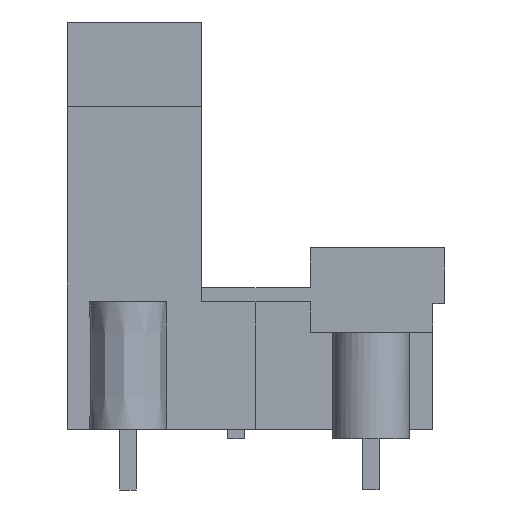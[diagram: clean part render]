
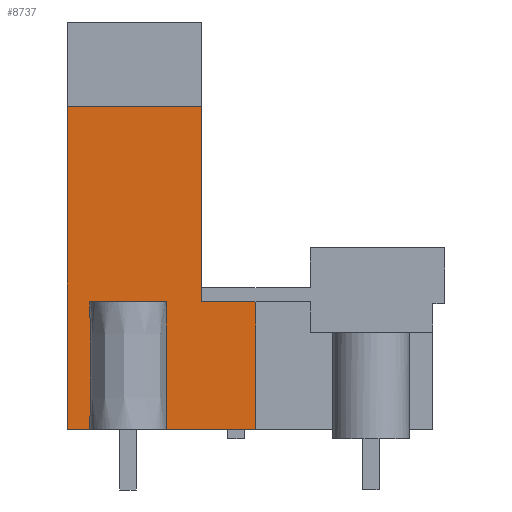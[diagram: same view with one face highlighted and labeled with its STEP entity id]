
A CAD part, left-side view. The second image highlights one B-rep face of the part: STEP entity #8737.
In plain terms, the highlighted planar face has unit normal (-1, 0, 0).
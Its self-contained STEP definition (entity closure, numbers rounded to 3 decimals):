
#8686=AXIS2_PLACEMENT_3D('Plane Axis2P3D',#8683,#8684,#8685) ;
#3095=CARTESIAN_POINT('Line Origine',(3.84,22.779,3.8)) ;
#3099=CARTESIAN_POINT('Vertex',(3.84,23.67,3.8)) ;
#3101=CARTESIAN_POINT('Vertex',(3.84,21.887,3.8)) ;
#3297=CARTESIAN_POINT('Vertex',(3.84,11.84,3.8)) ;
#3300=CARTESIAN_POINT('Line Origine',(3.84,14.846,3.8)) ;
#3304=CARTESIAN_POINT('Vertex',(3.84,17.853,3.8)) ;
#8198=CARTESIAN_POINT('Vertex',(3.84,15.24,12.7)) ;
#8228=CARTESIAN_POINT('Line Origine',(3.84,15.24,12.25)) ;
#8232=CARTESIAN_POINT('Vertex',(3.84,15.24,11.8)) ;
#8256=CARTESIAN_POINT('Vertex',(3.84,11.84,11.8)) ;
#8273=CARTESIAN_POINT('Line Origine',(3.84,13.54,11.8)) ;
#8521=CARTESIAN_POINT('Line Origine',(3.84,23.67,13.93)) ;
#8525=CARTESIAN_POINT('Vertex',(3.84,23.67,24.06)) ;
#8683=CARTESIAN_POINT('Axis2P3D Location',(3.84,23.67,3.2)) ;
#8688=CARTESIAN_POINT('Line Origine',(3.84,15.24,18.38)) ;
#8692=CARTESIAN_POINT('Vertex',(3.84,15.24,24.06)) ;
#8695=CARTESIAN_POINT('Line Origine',(3.84,19.455,24.06)) ;
#8700=CARTESIAN_POINT('Line Origine',(3.84,21.887,7.8)) ;
#8704=CARTESIAN_POINT('Vertex',(3.84,21.887,11.8)) ;
#8707=CARTESIAN_POINT('Line Origine',(3.84,19.87,11.8)) ;
#8711=CARTESIAN_POINT('Vertex',(3.84,17.853,11.8)) ;
#8714=CARTESIAN_POINT('Line Origine',(3.84,17.853,7.8)) ;
#8719=CARTESIAN_POINT('Line Origine',(3.84,11.84,7.8)) ;
#3096=DIRECTION('Vector Direction',(0.,-1.,0.)) ;
#3301=DIRECTION('Vector Direction',(0.,-1.,0.)) ;
#8229=DIRECTION('Vector Direction',(0.,0.,-1.)) ;
#8274=DIRECTION('Vector Direction',(0.,1.,0.)) ;
#8522=DIRECTION('Vector Direction',(0.,0.,1.)) ;
#8684=DIRECTION('Axis2P3D Direction',(-1.,0.,0.)) ;
#8685=DIRECTION('Axis2P3D XDirection',(0.,-1.,0.)) ;
#8689=DIRECTION('Vector Direction',(0.,0.,-1.)) ;
#8696=DIRECTION('Vector Direction',(0.,-1.,0.)) ;
#8701=DIRECTION('Vector Direction',(0.,0.,1.)) ;
#8708=DIRECTION('Vector Direction',(0.,1.,0.)) ;
#8715=DIRECTION('Vector Direction',(0.,0.,1.)) ;
#8720=DIRECTION('Vector Direction',(0.,0.,1.)) ;
#3097=VECTOR('Line Direction',#3096,1.) ;
#3302=VECTOR('Line Direction',#3301,1.) ;
#8230=VECTOR('Line Direction',#8229,1.) ;
#8275=VECTOR('Line Direction',#8274,1.) ;
#8523=VECTOR('Line Direction',#8522,1.) ;
#8690=VECTOR('Line Direction',#8689,1.) ;
#8697=VECTOR('Line Direction',#8696,1.) ;
#8702=VECTOR('Line Direction',#8701,1.) ;
#8709=VECTOR('Line Direction',#8708,1.) ;
#8716=VECTOR('Line Direction',#8715,1.) ;
#8721=VECTOR('Line Direction',#8720,1.) ;
#8725=ORIENTED_EDGE('',*,*,#8694,.F.) ;
#8726=ORIENTED_EDGE('',*,*,#8699,.T.) ;
#8727=ORIENTED_EDGE('',*,*,#8527,.T.) ;
#8728=ORIENTED_EDGE('',*,*,#3103,.T.) ;
#8729=ORIENTED_EDGE('',*,*,#8706,.T.) ;
#8730=ORIENTED_EDGE('',*,*,#8713,.F.) ;
#8731=ORIENTED_EDGE('',*,*,#8718,.F.) ;
#8732=ORIENTED_EDGE('',*,*,#3306,.T.) ;
#8733=ORIENTED_EDGE('',*,*,#8723,.T.) ;
#8734=ORIENTED_EDGE('',*,*,#8277,.T.) ;
#8735=ORIENTED_EDGE('',*,*,#8234,.F.) ;
#8737=ADVANCED_FACE('HOUSING',(#8736),#8687,.T.) ;
#3103=EDGE_CURVE('',#3100,#3102,#3098,.T.) ;
#3306=EDGE_CURVE('',#3305,#3298,#3303,.T.) ;
#8234=EDGE_CURVE('',#8199,#8233,#8231,.T.) ;
#8277=EDGE_CURVE('',#8257,#8233,#8276,.T.) ;
#8527=EDGE_CURVE('',#8526,#3100,#8524,.F.) ;
#8694=EDGE_CURVE('',#8693,#8199,#8691,.T.) ;
#8699=EDGE_CURVE('',#8693,#8526,#8698,.F.) ;
#8706=EDGE_CURVE('',#3102,#8705,#8703,.T.) ;
#8713=EDGE_CURVE('',#8712,#8705,#8710,.T.) ;
#8718=EDGE_CURVE('',#3305,#8712,#8717,.T.) ;
#8723=EDGE_CURVE('',#3298,#8257,#8722,.T.) ;
#8724=EDGE_LOOP('',(#8725,#8726,#8727,#8728,#8729,#8730,#8731,#8732,#8733,#8734,#8735)) ;
#8736=FACE_OUTER_BOUND('',#8724,.T.) ;
#3098=LINE('Line',#3095,#3097) ;
#3303=LINE('Line',#3300,#3302) ;
#8231=LINE('Line',#8228,#8230) ;
#8276=LINE('Line',#8273,#8275) ;
#8524=LINE('Line',#8521,#8523) ;
#8691=LINE('Line',#8688,#8690) ;
#8698=LINE('Line',#8695,#8697) ;
#8703=LINE('Line',#8700,#8702) ;
#8710=LINE('Line',#8707,#8709) ;
#8717=LINE('Line',#8714,#8716) ;
#8722=LINE('Line',#8719,#8721) ;
#8687=PLANE('',#8686) ;
#3100=VERTEX_POINT('',#3099) ;
#3102=VERTEX_POINT('',#3101) ;
#3298=VERTEX_POINT('',#3297) ;
#3305=VERTEX_POINT('',#3304) ;
#8199=VERTEX_POINT('',#8198) ;
#8233=VERTEX_POINT('',#8232) ;
#8257=VERTEX_POINT('',#8256) ;
#8526=VERTEX_POINT('',#8525) ;
#8693=VERTEX_POINT('',#8692) ;
#8705=VERTEX_POINT('',#8704) ;
#8712=VERTEX_POINT('',#8711) ;
